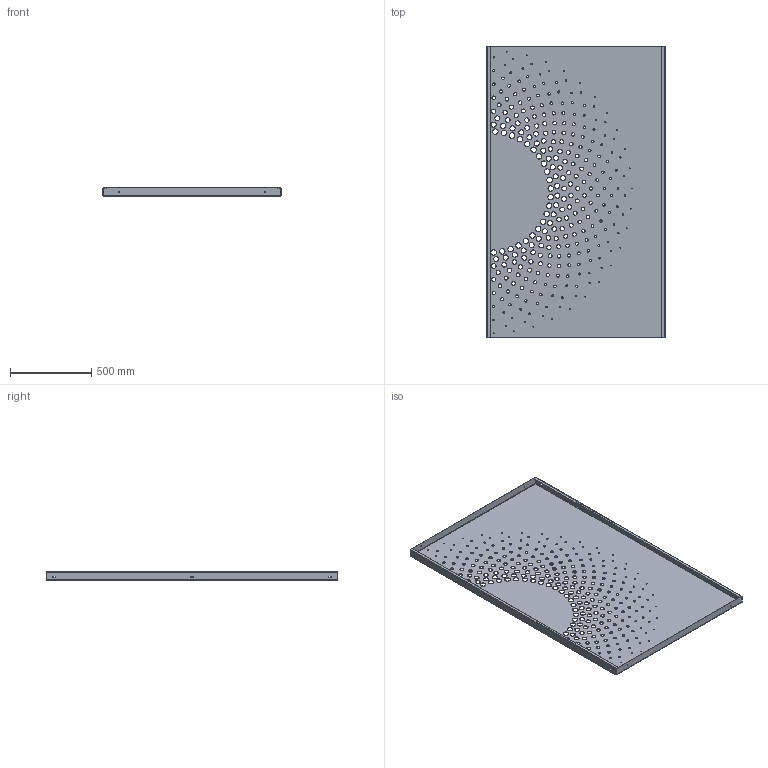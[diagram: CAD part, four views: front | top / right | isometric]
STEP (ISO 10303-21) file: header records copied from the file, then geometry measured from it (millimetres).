
FILE_DESCRIPTION (( 'STEP AP203' ), '1' );
FILE_NAME ('CPA02.2.STEP', '2019-09-26T11:09:59', ( '' ), ( '' ), 'SwSTEP 2.0', 'SolidWorks 2019', '' );
FILE_SCHEMA (( 'CONFIG_CONTROL_DESIGN' ));
Products named in the file (1): CPA02.2
Bounding box: 1100 x 1800 x 50 mm (x, y, z)
Volume: 4420360.8 mm3; surface area: 4456858 mm2
Topology: 1 solids, 1 shells, 662 faces, 1932 edges, 1272 vertices
Faces by surface type: bspline 580, plane 46, cylinder 36
Entity records: 59453 total; most frequent: CARTESIAN_POINT 44691, ORIENTED_EDGE 3864, EDGE_CURVE 1932, VERTEX_POINT 1272, EDGE_LOOP 1254, B_SPLINE_CURVE_WITH_KNOTS 1160, DIRECTION 994, VECTOR 716
